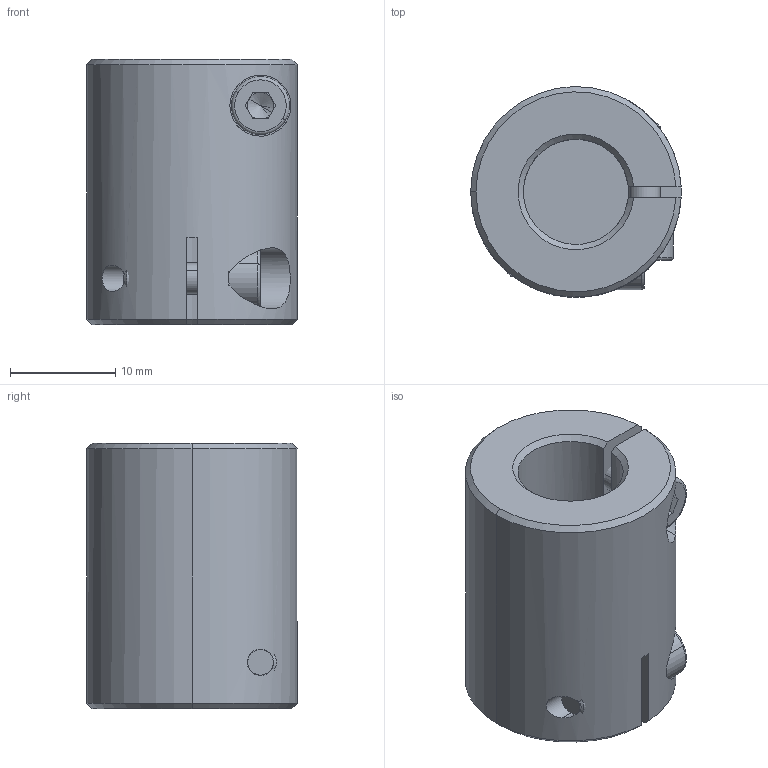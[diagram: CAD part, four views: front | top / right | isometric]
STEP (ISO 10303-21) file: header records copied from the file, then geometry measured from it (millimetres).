
FILE_DESCRIPTION (( 'STEP AP214' ), '1' );
FILE_NAME ('Ñáîðêà1.STEP', '2024-05-07T10:17:40', ( '' ), ( '' ), 'SwSTEP 2.0', 'SolidWorks 2022', '' );
FILE_SCHEMA (( 'AUTOMOTIVE_DESIGN' ));
Length unit declared in the file: millimetre
Products named in the file (4): B464 Кулачковая муфта 8-10_00; Винт M3x10_00; Сборка1
Assembly tree (4 placements, depth 3):
  Сборка1
    B464 Кулачковая муфта 8-10_00
      B464 Кулачковая муфта 8-10_00
      Винт M3x10_00  x2
Bounding box: 20 x 20 x 25.2 mm (x, y, z)
Volume: 6157.7 mm3; surface area: 3639.1 mm2
Topology: 3 solids, 3 shells, 95 faces, 222 edges, 135 vertices
Faces by surface type: plane 42, cylinder 28, cone 17, torus 8
Entity records: 2415 total; most frequent: CARTESIAN_POINT 570, DIRECTION 367, ORIENTED_EDGE 324, EDGE_CURVE 162, AXIS2_PLACEMENT_3D 147, VERTEX_POINT 102, EDGE_LOOP 80, LINE 73
